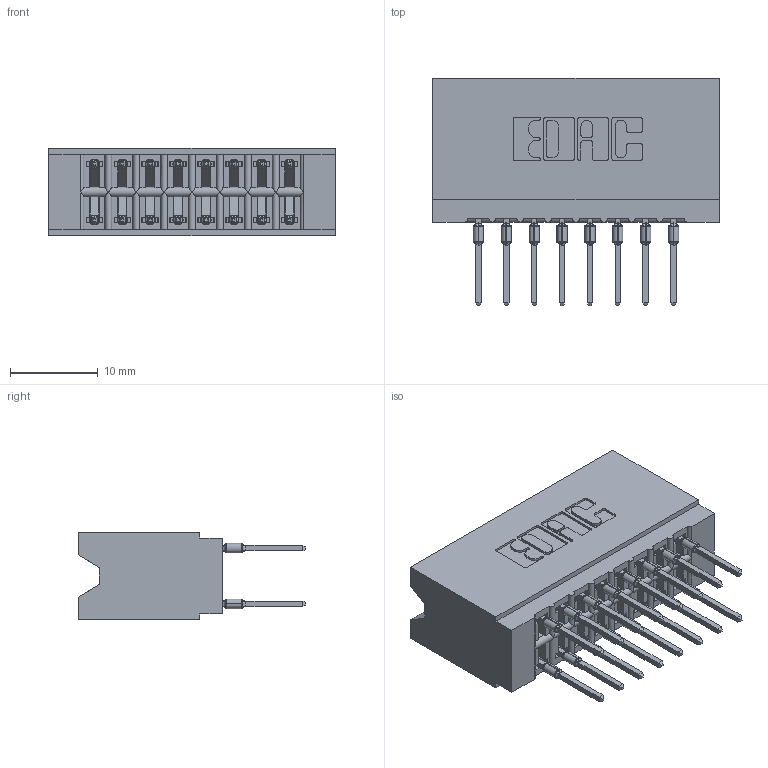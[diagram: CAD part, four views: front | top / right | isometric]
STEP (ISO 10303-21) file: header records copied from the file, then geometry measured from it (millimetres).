
FILE_DESCRIPTION (( 'STEP AP203' ), '1' );
FILE_NAME ('746-016-527-606.STEP', '2026-02-26T21:44:42', ( '' ), ( '' ), 'SwSTEP 2.0', 'SolidWorks 2023', '' );
FILE_SCHEMA (( 'CONFIG_CONTROL_DESIGN' ));
Length unit declared in the file: millimetre
Products named in the file (3): 746-016-527-606; 746-292-001_527; 746 Part_.340 Slot Depth - 06
Assembly tree (17 placements, depth 2):
  746-016-527-606
    746 Part_.340 Slot Depth - 06
    746-292-001_527  x16
Bounding box: 32.64 x 25.9 x 9.91 mm (x, y, z)
Volume: 3948.8 mm3; surface area: 5310.9 mm2
Topology: 17 solids, 17 shells, 1530 faces, 4201 edges, 2679 vertices
Faces by surface type: plane 792, cylinder 322, bspline 320, torus 96
Entity records: 17161 total; most frequent: CARTESIAN_POINT 3708, ORIENTED_EDGE 2852, DIRECTION 2440, EDGE_CURVE 1426, LINE 1162, VECTOR 1162, VERTEX_POINT 939, AXIS2_PLACEMENT_3D 639
